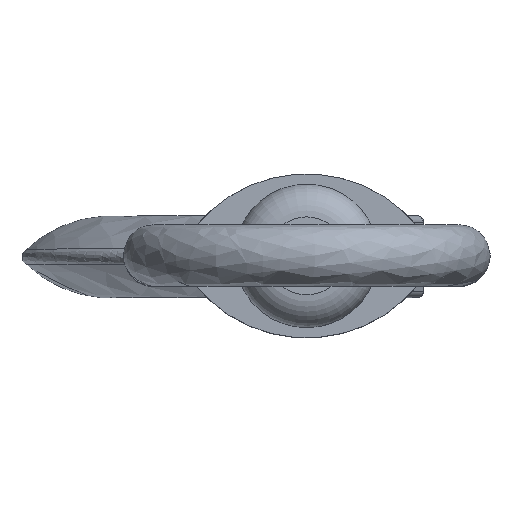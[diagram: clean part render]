
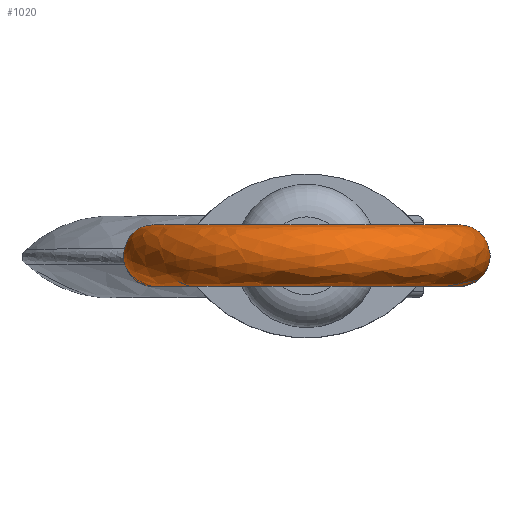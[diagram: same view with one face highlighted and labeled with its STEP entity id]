
A CAD part, top view. The second image highlights one B-rep face of the part: STEP entity #1020.
In plain terms, the highlighted free-form (B-spline) face has degree [2, 2] with [9, 7] control points.
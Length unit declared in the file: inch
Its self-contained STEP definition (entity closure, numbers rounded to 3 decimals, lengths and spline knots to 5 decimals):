
#191=FACE_OUTER_BOUND($,#256,.T.);
#256=EDGE_LOOP($,(#721,#722,#723,#724,#725,#726));
#338=CIRCLE($,#1090,0.09375);
#339=CIRCLE($,#1091,0.09375);
#341=CIRCLE($,#1093,0.09375);
#342=CIRCLE($,#1094,0.09375);
#343=CIRCLE($,#1095,0.46875);
#450=VERTEX_POINT($,#1630);
#451=VERTEX_POINT($,#1632);
#454=VERTEX_POINT($,#1670);
#455=VERTEX_POINT($,#1672);
#552=EDGE_CURVE($,#450,#451,#338,.T.);
#553=EDGE_CURVE($,#451,#450,#339,.T.);
#556=EDGE_CURVE($,#455,#454,#341,.T.);
#557=EDGE_CURVE($,#454,#455,#342,.T.);
#563=EDGE_CURVE($,#454,#450,#343,.T.);
#721=ORIENTED_EDGE($,*,*,#557,.T.);
#722=ORIENTED_EDGE($,*,*,#556,.T.);
#723=ORIENTED_EDGE($,*,*,#563,.T.);
#724=ORIENTED_EDGE($,*,*,#553,.F.);
#725=ORIENTED_EDGE($,*,*,#552,.F.);
#726=ORIENTED_EDGE($,*,*,#563,.F.);
#1015=(
BOUNDED_SURFACE()
B_SPLINE_SURFACE(2,2,((#1727,#1728,#1729,#1730,#1731,#1732,#1733),(#1734,
#1735,#1736,#1737,#1738,#1739,#1740),(#1741,#1742,#1743,#1744,#1745,#1746,
#1747),(#1748,#1749,#1750,#1751,#1752,#1753,#1754),(#1755,#1756,#1757,#1758,
#1759,#1760,#1761),(#1762,#1763,#1764,#1765,#1766,#1767,#1768),(#1769,#1770,
#1771,#1772,#1773,#1774,#1775),(#1776,#1777,#1778,#1779,#1780,#1781,#1782),
(#1783,#1784,#1785,#1786,#1787,#1788,#1789)),.UNSPECIFIED.,.T.,.F.,.F.)
B_SPLINE_SURFACE_WITH_KNOTS((3,2,2,2,3),(3,2,2,3),(-3.14159,-1.5708,
0.,1.5708,3.14159),(0.,1.13051,2.26102,
3.39153),.UNSPECIFIED.)
GEOMETRIC_REPRESENTATION_ITEM()
RATIONAL_B_SPLINE_SURFACE(((1.,0.844,1.,0.844,1.,
0.844,1.),(0.707,0.597,0.707,
0.597,0.707,0.597,0.707),
(1.,0.844,1.,0.844,1.,0.844,1.),(0.707,
0.597,0.707,0.597,0.707,0.597,
0.707),(1.,0.844,1.,0.844,1.,0.844,
1.),(0.707,0.597,0.707,0.597,
0.707,0.597,0.707),(1.,0.844,
1.,0.844,1.,0.844,1.),(0.707,0.597,
0.707,0.597,0.707,0.597,
0.707),(1.,0.844,1.,0.844,1.,0.844,
1.)))
REPRESENTATION_ITEM($)
SURFACE()
);
#1020=ADVANCED_FACE($,(#191),#1015,.T.);
#1090=AXIS2_PLACEMENT_3D($,#1633,#1228,#1229);
#1091=AXIS2_PLACEMENT_3D($,#1634,#1230,#1231);
#1093=AXIS2_PLACEMENT_3D($,#1673,#1234,#1235);
#1094=AXIS2_PLACEMENT_3D($,#1674,#1236,#1237);
#1095=AXIS2_PLACEMENT_3D($,#1790,#1238,#1239);
#1228=DIRECTION('center_axis',(-0.406,0.,-0.914));
#1229=DIRECTION('ref_axis',(0.,-1.,0.));
#1230=DIRECTION('center_axis',(-0.406,0.,-0.914));
#1231=DIRECTION('ref_axis',(0.,-1.,0.));
#1234=DIRECTION('center_axis',(0.167,0.,0.986));
#1235=DIRECTION('ref_axis',(0.,-1.,0.));
#1236=DIRECTION('center_axis',(0.167,0.,0.986));
#1237=DIRECTION('ref_axis',(0.,-1.,0.));
#1238=DIRECTION('center_axis',(0.,1.,0.));
#1239=DIRECTION('ref_axis',(-0.992,0.,-0.125));
#1630=CARTESIAN_POINT('',(0.46509,0.09375,0.56657));
#1632=CARTESIAN_POINT('',(0.46509,-0.09375,0.56657));
#1633=CARTESIAN_POINT('Origin',(0.46509,0.,0.56657));
#1634=CARTESIAN_POINT('Origin',(0.46509,0.,0.56657));
#1670=CARTESIAN_POINT('',(-0.46509,0.09375,0.56657));
#1672=CARTESIAN_POINT('',(-0.46509,-0.09375,0.56657));
#1673=CARTESIAN_POINT('Origin',(-0.46509,0.,0.56657));
#1674=CARTESIAN_POINT('Origin',(-0.46509,0.,0.56657));
#1727=CARTESIAN_POINT('Ctrl Pts',(-0.46509,0.09375,0.56657));
#1728=CARTESIAN_POINT('Ctrl Pts',(-0.50215,0.09375,0.86158));
#1729=CARTESIAN_POINT('Ctrl Pts',(-0.25108,0.09375,1.02084));
#1730=CARTESIAN_POINT('Ctrl Pts',(0.,0.09375,1.18009));
#1731=CARTESIAN_POINT('Ctrl Pts',(0.25108,0.09375,1.02084));
#1732=CARTESIAN_POINT('Ctrl Pts',(0.50215,0.09375,0.86158));
#1733=CARTESIAN_POINT('Ctrl Pts',(0.46509,0.09375,0.56657));
#1734=CARTESIAN_POINT('Ctrl Pts',(-0.55753,0.09375,0.58223));
#1735=CARTESIAN_POINT('Ctrl Pts',(-0.58465,0.09375,0.93587));
#1736=CARTESIAN_POINT('Ctrl Pts',(-0.27631,0.09375,1.11113));
#1737=CARTESIAN_POINT('Ctrl Pts',(0.03204,0.09375,1.28639));
#1738=CARTESIAN_POINT('Ctrl Pts',(0.322,0.09375,1.08214));
#1739=CARTESIAN_POINT('Ctrl Pts',(0.61197,0.09375,0.8779));
#1740=CARTESIAN_POINT('Ctrl Pts',(0.55078,0.09375,0.52854));
#1741=CARTESIAN_POINT('Ctrl Pts',(-0.55753,0.,
0.58223));
#1742=CARTESIAN_POINT('Ctrl Pts',(-0.58465,0.,
0.93587));
#1743=CARTESIAN_POINT('Ctrl Pts',(-0.27631,0.,
1.11113));
#1744=CARTESIAN_POINT('Ctrl Pts',(0.03204,0.,
1.28639));
#1745=CARTESIAN_POINT('Ctrl Pts',(0.322,0.,
1.08214));
#1746=CARTESIAN_POINT('Ctrl Pts',(0.61197,0.,
0.8779));
#1747=CARTESIAN_POINT('Ctrl Pts',(0.55078,0.,
0.52854));
#1748=CARTESIAN_POINT('Ctrl Pts',(-0.55753,-0.09375,0.58223));
#1749=CARTESIAN_POINT('Ctrl Pts',(-0.58465,-0.09375,0.93587));
#1750=CARTESIAN_POINT('Ctrl Pts',(-0.27631,-0.09375,1.11113));
#1751=CARTESIAN_POINT('Ctrl Pts',(0.03204,-0.09375,1.28639));
#1752=CARTESIAN_POINT('Ctrl Pts',(0.322,-0.09375,1.08214));
#1753=CARTESIAN_POINT('Ctrl Pts',(0.61197,-0.09375,0.8779));
#1754=CARTESIAN_POINT('Ctrl Pts',(0.55078,-0.09375,0.52854));
#1755=CARTESIAN_POINT('Ctrl Pts',(-0.46509,-0.09375,0.56657));
#1756=CARTESIAN_POINT('Ctrl Pts',(-0.50215,-0.09375,0.86158));
#1757=CARTESIAN_POINT('Ctrl Pts',(-0.25108,-0.09375,1.02084));
#1758=CARTESIAN_POINT('Ctrl Pts',(0.,-0.09375,1.18009));
#1759=CARTESIAN_POINT('Ctrl Pts',(0.25108,-0.09375,1.02084));
#1760=CARTESIAN_POINT('Ctrl Pts',(0.50215,-0.09375,0.86158));
#1761=CARTESIAN_POINT('Ctrl Pts',(0.46509,-0.09375,0.56657));
#1762=CARTESIAN_POINT('Ctrl Pts',(-0.37266,-0.09375,0.55092));
#1763=CARTESIAN_POINT('Ctrl Pts',(-0.41965,-0.09375,0.78729));
#1764=CARTESIAN_POINT('Ctrl Pts',(-0.22585,-0.09375,0.93055));
#1765=CARTESIAN_POINT('Ctrl Pts',(-0.03204,-0.09375,1.0738));
#1766=CARTESIAN_POINT('Ctrl Pts',(0.18015,-0.09375,0.95953));
#1767=CARTESIAN_POINT('Ctrl Pts',(0.39234,-0.09375,0.84526));
#1768=CARTESIAN_POINT('Ctrl Pts',(0.37941,-0.09375,0.60461));
#1769=CARTESIAN_POINT('Ctrl Pts',(-0.37266,0.,
0.55092));
#1770=CARTESIAN_POINT('Ctrl Pts',(-0.41965,0.,
0.78729));
#1771=CARTESIAN_POINT('Ctrl Pts',(-0.22585,0.,
0.93055));
#1772=CARTESIAN_POINT('Ctrl Pts',(-0.03204,0.,
1.0738));
#1773=CARTESIAN_POINT('Ctrl Pts',(0.18015,0.,
0.95953));
#1774=CARTESIAN_POINT('Ctrl Pts',(0.39234,0.,
0.84526));
#1775=CARTESIAN_POINT('Ctrl Pts',(0.37941,0.,
0.60461));
#1776=CARTESIAN_POINT('Ctrl Pts',(-0.37266,0.09375,0.55092));
#1777=CARTESIAN_POINT('Ctrl Pts',(-0.41965,0.09375,0.78729));
#1778=CARTESIAN_POINT('Ctrl Pts',(-0.22585,0.09375,0.93055));
#1779=CARTESIAN_POINT('Ctrl Pts',(-0.03204,0.09375,1.0738));
#1780=CARTESIAN_POINT('Ctrl Pts',(0.18015,0.09375,0.95953));
#1781=CARTESIAN_POINT('Ctrl Pts',(0.39234,0.09375,0.84526));
#1782=CARTESIAN_POINT('Ctrl Pts',(0.37941,0.09375,0.60461));
#1783=CARTESIAN_POINT('Ctrl Pts',(-0.46509,0.09375,0.56657));
#1784=CARTESIAN_POINT('Ctrl Pts',(-0.50215,0.09375,0.86158));
#1785=CARTESIAN_POINT('Ctrl Pts',(-0.25108,0.09375,1.02084));
#1786=CARTESIAN_POINT('Ctrl Pts',(0.,0.09375,1.18009));
#1787=CARTESIAN_POINT('Ctrl Pts',(0.25108,0.09375,1.02084));
#1788=CARTESIAN_POINT('Ctrl Pts',(0.50215,0.09375,0.86158));
#1789=CARTESIAN_POINT('Ctrl Pts',(0.46509,0.09375,0.56657));
#1790=CARTESIAN_POINT('Origin',(0.,0.09375,0.625));
